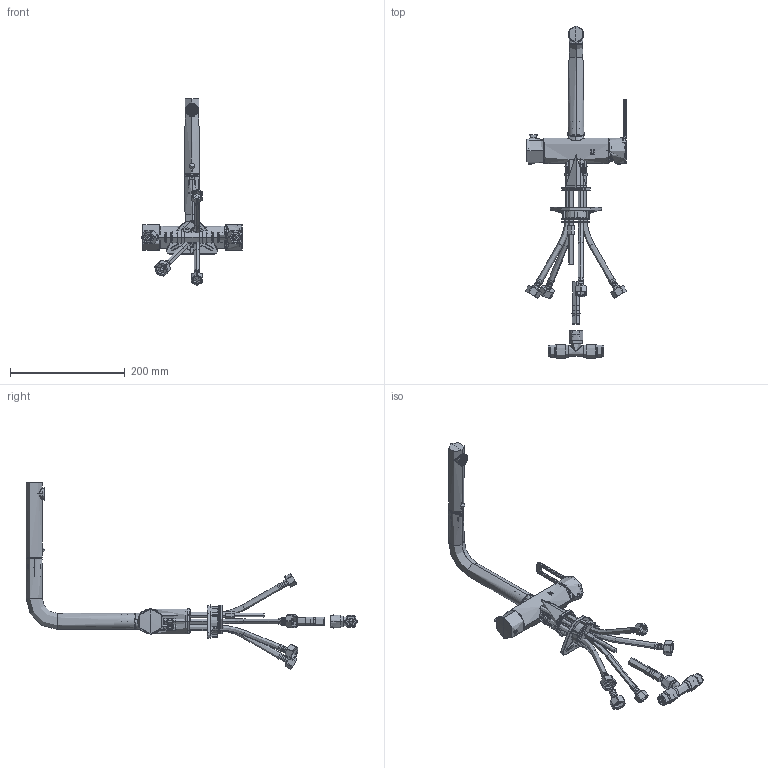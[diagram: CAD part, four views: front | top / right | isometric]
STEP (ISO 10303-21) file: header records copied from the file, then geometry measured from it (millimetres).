
FILE_DESCRIPTION((''),'2;1');
FILE_NAME('RIN295CR-MET_ASM','2021-07-01T09:32:51',('ut3'),('PAFFONI SpA'),'CREO PARAMETRIC BY PTC INC, 2020044','CREO PARAMETRIC BY PTC INC, 2020044','');
FILE_SCHEMA(('CONFIG_CONTROL_DESIGN','SHAPE_APPEARANCE_LAYERS_GROUPS'));
Length unit declared in the file: millimetre
Products named in the file (52): 2042681GR; 2041993GR; 4071410_CORPO; 4071410_TEFLON; 4071410_ROTAZIONE; 4071410_ASTA; 4071410_FONDELLO; 4071410_GHIERA; 4071410_ASM; 2041630GR; 1000505GR; 4061200CR_AF0; 2051117GR; 2091105CRN; 4111152GRD; 2091503_; 4061195CR; 2042118GR; 2042117GR; 2091269__AF1; 2091269__AF0; 2092065_AF0; 2092065_AF1; 5002058CR_ASM; 2081216CR; 4071223NE; 5004037CR_ASM; 4071469CR_DOCC; 2051072; 4071469CR_ASM; 4071098CLPG; 2042320GR; 2042682GR; 1000242GR; 2081126-TW; 4071858CRPX; 4071868CRPX; 4071868CRPX_AF0; 2041393GR; 2091204-OM ...
Assembly tree (62 placements, depth 3):
  RIN295CR-MET_ASM
    2042681GR
    2041993GR  x2
    4071410_ASM
      4071410_CORPO
      4071410_TEFLON
      4071410_ROTAZIONE
      4071410_ASTA
      4071410_FONDELLO
      4071410_GHIERA
    2041630GR
    1000505GR
    4061200CR_AF0
    2051117GR  x2
    2091105CRN  x2
    4111152GRD
    2091503_
    4061195CR
    2042118GR
    5002058CR_ASM
      2042117GR
      2091269__AF1
      2091269__AF0
      2092065_AF0
      2092065_AF1
    5004037CR_ASM
      2081216CR
      4071223NE
    4071469CR_ASM
      4071469CR_DOCC
      2051072
    4071098CLPG
    2042320GR
    2042682GR
    1000242GR
    2081126-TW
    4071858CRPX  x2
    4071868CRPX  x2
    4071868CRPX_AF0
    5002118GR_ASM
      2041393GR
      2091204-OM  x5
      2051264  x2
      2041200GR  x2
      2042683GR
      2091308
    8001134_ASM
      2091043
      GGS1F084828
      FFZ1F083
      DOT081115
    4071098_2
Bounding box: 175.36 x 577.2 x 324.63 mm (x, y, z)
Volume: 476523.2 mm3
Topology: 69 solids, 120 shells, 5940 faces, 15245 edges, 9505 vertices
Faces by surface type: cylinder 2433, plane 2191, cone 508, torus 393, bspline 298, sphere 73, extrusion 44
Full cylindrical faces by diameter (mm): 0.781 x1
Entity records: 255193 total; most frequent: CARTESIAN_POINT 76686, ORIENTED_EDGE 27882, DIRECTION 25798, PRESENTATION_STYLE_ASSIGNMENT 14784, STYLED_ITEM 14624, EDGE_CURVE 14050, CURVE_STYLE 13999, AXIS2_PLACEMENT_3D 9649
